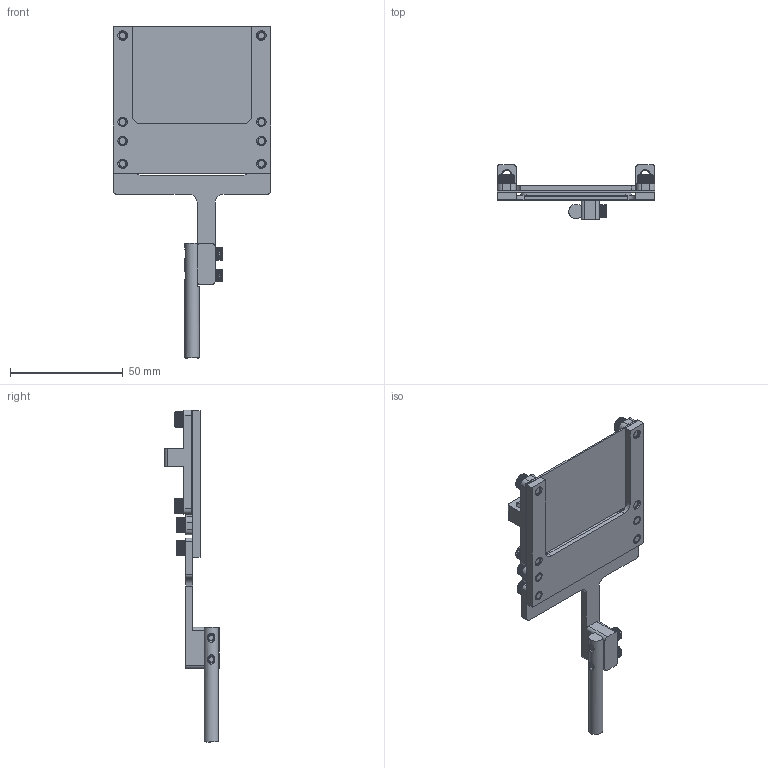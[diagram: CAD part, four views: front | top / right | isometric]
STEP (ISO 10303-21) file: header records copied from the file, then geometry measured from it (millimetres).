
FILE_DESCRIPTION(/* description */ (''),/* implementation_level */ '2;1');
FILE_NAME(/* name */ 'Vertical Actuation Assembly.stp',/* time_stamp */ '2025-12-05T11:00:01-05:00',/* author */ (''),/* organization */ (''),/* preprocessor_version */ 'ST-DEVELOPER v20',/* originating_system */ 'SIEMENS PLM Software NX2506.1700',/* authorisation */ '');
FILE_SCHEMA (('AUTOMOTIVE_DESIGN { 1 0 10303 214 3 1 1 1 }'));
Products named in the file (9): Mesh; 8_32 UNC 1_4in 18_8 Screw 92196A148; 6_32 UNC 1_2in 18_8 Screw 92196A190; Vertical Actuator Tip; Film Clamp; Film Plate; Mesh Clamp; Vertical Mount; Vertical Actuation Assembly
Assembly tree (17 placements, depth 2):
  Vertical Actuation Assembly
    Vertical Mount
    Mesh Clamp  x2
    Film Plate
    Film Clamp
    Vertical Actuator Tip
    6_32 UNC 1_2in 18_8 Screw 92196A190  x8
    8_32 UNC 1_4in 18_8 Screw 92196A148  x2
    Mesh
Bounding box: 70 x 24.1 x 147.16 mm (x, y, z)
Volume: 22253.8 mm3; surface area: 25182.9 mm2
Topology: 17 solids, 17 shells, 3049 faces, 7593 edges, 4598 vertices
Faces by surface type: plane 1372, cylinder 883, cone 774, bspline 20
Full cylindrical faces by diameter (mm): 2.705 x2, 3.454 x10, 3.912 x2, 4.572 x8, 6.35 x1
Entity records: 27016 total; most frequent: CARTESIAN_POINT 10304, ORIENTED_EDGE 3550, DIRECTION 3202, EDGE_CURVE 1775, AXIS2_PLACEMENT_3D 1287, VERTEX_POINT 1117, EDGE_LOOP 836, ADVANCED_FACE 736
